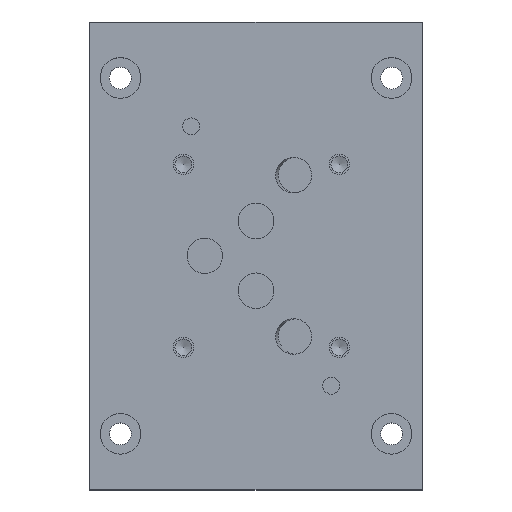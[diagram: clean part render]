
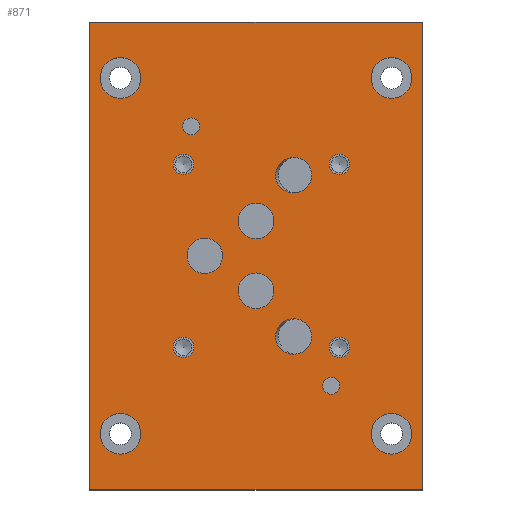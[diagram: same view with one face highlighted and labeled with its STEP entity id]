
A CAD part, top view. The second image highlights one B-rep face of the part: STEP entity #871.
In plain terms, the highlighted planar face has unit normal (0, 0, 1).
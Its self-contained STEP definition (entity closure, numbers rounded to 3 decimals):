
#24=LINE('',#1547,#36);
#25=LINE('',#1550,#37);
#26=LINE('',#1552,#38);
#27=LINE('',#1554,#39);
#36=VECTOR('',#1298,1000.);
#37=VECTOR('',#1299,1000.);
#38=VECTOR('',#1300,1000.);
#39=VECTOR('',#1301,1000.);
#62=PLANE('',#1028);
#90=ELLIPSE('',#928,5.315,5.25);
#92=ELLIPSE('',#952,5.315,5.25);
#195=ORIENTED_EDGE('',*,*,#326,.T.);
#196=ORIENTED_EDGE('',*,*,#322,.T.);
#197=ORIENTED_EDGE('',*,*,#318,.T.);
#198=ORIENTED_EDGE('',*,*,#314,.T.);
#199=ORIENTED_EDGE('',*,*,#310,.T.);
#200=ORIENTED_EDGE('',*,*,#306,.T.);
#201=ORIENTED_EDGE('',*,*,#302,.T.);
#202=ORIENTED_EDGE('',*,*,#298,.T.);
#203=ORIENTED_EDGE('',*,*,#294,.T.);
#204=ORIENTED_EDGE('',*,*,#290,.T.);
#205=ORIENTED_EDGE('',*,*,#288,.T.);
#206=ORIENTED_EDGE('',*,*,#282,.T.);
#207=ORIENTED_EDGE('',*,*,#276,.T.);
#208=ORIENTED_EDGE('',*,*,#272,.T.);
#209=ORIENTED_EDGE('',*,*,#270,.T.);
#210=ORIENTED_EDGE('',*,*,#327,.T.);
#211=ORIENTED_EDGE('',*,*,#328,.T.);
#212=ORIENTED_EDGE('',*,*,#329,.T.);
#213=ORIENTED_EDGE('',*,*,#330,.T.);
#270=EDGE_CURVE('',#352,#352,#434,.T.);
#272=EDGE_CURVE('',#354,#354,#90,.T.);
#276=EDGE_CURVE('',#358,#358,#438,.T.);
#282=EDGE_CURVE('',#364,#364,#444,.T.);
#288=EDGE_CURVE('',#370,#370,#92,.T.);
#290=EDGE_CURVE('',#372,#372,#450,.T.);
#294=EDGE_CURVE('',#376,#376,#454,.T.);
#298=EDGE_CURVE('',#381,#381,#458,.T.);
#302=EDGE_CURVE('',#385,#385,#462,.T.);
#306=EDGE_CURVE('',#390,#390,#466,.T.);
#310=EDGE_CURVE('',#394,#394,#470,.T.);
#314=EDGE_CURVE('',#398,#398,#474,.T.);
#318=EDGE_CURVE('',#403,#403,#478,.T.);
#322=EDGE_CURVE('',#407,#407,#482,.T.);
#326=EDGE_CURVE('',#412,#412,#486,.T.);
#327=EDGE_CURVE('',#413,#414,#24,.T.);
#328=EDGE_CURVE('',#414,#415,#25,.T.);
#329=EDGE_CURVE('',#415,#416,#26,.T.);
#330=EDGE_CURVE('',#416,#413,#27,.T.);
#352=VERTEX_POINT('',#1383);
#354=VERTEX_POINT('',#1388);
#358=VERTEX_POINT('',#1398);
#364=VERTEX_POINT('',#1413);
#370=VERTEX_POINT('',#1428);
#372=VERTEX_POINT('',#1433);
#376=VERTEX_POINT('',#1443);
#381=VERTEX_POINT('',#1455);
#385=VERTEX_POINT('',#1465);
#390=VERTEX_POINT('',#1477);
#394=VERTEX_POINT('',#1487);
#398=VERTEX_POINT('',#1497);
#403=VERTEX_POINT('',#1509);
#407=VERTEX_POINT('',#1519);
#412=VERTEX_POINT('',#1531);
#413=VERTEX_POINT('',#1548);
#414=VERTEX_POINT('',#1549);
#415=VERTEX_POINT('',#1551);
#416=VERTEX_POINT('',#1553);
#434=CIRCLE('',#925,2.5);
#438=CIRCLE('',#934,5.25);
#444=CIRCLE('',#943,5.25);
#450=CIRCLE('',#955,2.5);
#454=CIRCLE('',#961,5.25);
#458=CIRCLE('',#968,3.);
#462=CIRCLE('',#974,6.);
#466=CIRCLE('',#981,3.);
#470=CIRCLE('',#987,6.);
#474=CIRCLE('',#993,6.);
#478=CIRCLE('',#1000,3.);
#482=CIRCLE('',#1006,6.);
#486=CIRCLE('',#1013,3.);
#589=EDGE_LOOP('',(#195));
#590=EDGE_LOOP('',(#196));
#591=EDGE_LOOP('',(#197));
#592=EDGE_LOOP('',(#198));
#593=EDGE_LOOP('',(#199));
#594=EDGE_LOOP('',(#200));
#595=EDGE_LOOP('',(#201));
#596=EDGE_LOOP('',(#202));
#597=EDGE_LOOP('',(#203));
#598=EDGE_LOOP('',(#204));
#599=EDGE_LOOP('',(#205));
#600=EDGE_LOOP('',(#206));
#601=EDGE_LOOP('',(#207));
#602=EDGE_LOOP('',(#208));
#603=EDGE_LOOP('',(#209));
#604=EDGE_LOOP('',(#210,#211,#212,#213));
#739=FACE_BOUND('',#589,.T.);
#740=FACE_BOUND('',#590,.T.);
#741=FACE_BOUND('',#591,.T.);
#742=FACE_BOUND('',#592,.T.);
#743=FACE_BOUND('',#593,.T.);
#744=FACE_BOUND('',#594,.T.);
#745=FACE_BOUND('',#595,.T.);
#746=FACE_BOUND('',#596,.T.);
#747=FACE_BOUND('',#597,.T.);
#748=FACE_BOUND('',#598,.T.);
#749=FACE_BOUND('',#599,.T.);
#750=FACE_BOUND('',#600,.T.);
#751=FACE_BOUND('',#601,.T.);
#752=FACE_BOUND('',#602,.T.);
#753=FACE_BOUND('',#603,.T.);
#754=FACE_BOUND('',#604,.T.);
#871=ADVANCED_FACE('',(#739,#740,#741,#742,#743,#744,#745,#746,#747,#748,
#749,#750,#751,#752,#753,#754),#62,.T.);
#925=AXIS2_PLACEMENT_3D('',#1382,#1090,#1091);
#928=AXIS2_PLACEMENT_3D('',#1387,#1096,#1097);
#934=AXIS2_PLACEMENT_3D('',#1397,#1108,#1109);
#943=AXIS2_PLACEMENT_3D('',#1412,#1126,#1127);
#952=AXIS2_PLACEMENT_3D('',#1427,#1144,#1145);
#955=AXIS2_PLACEMENT_3D('',#1432,#1150,#1151);
#961=AXIS2_PLACEMENT_3D('',#1442,#1162,#1163);
#968=AXIS2_PLACEMENT_3D('',#1454,#1176,#1177);
#974=AXIS2_PLACEMENT_3D('',#1464,#1188,#1189);
#981=AXIS2_PLACEMENT_3D('',#1476,#1202,#1203);
#987=AXIS2_PLACEMENT_3D('',#1486,#1214,#1215);
#993=AXIS2_PLACEMENT_3D('',#1496,#1226,#1227);
#1000=AXIS2_PLACEMENT_3D('',#1508,#1240,#1241);
#1006=AXIS2_PLACEMENT_3D('',#1518,#1252,#1253);
#1013=AXIS2_PLACEMENT_3D('',#1530,#1266,#1267);
#1028=AXIS2_PLACEMENT_3D('',#1546,#1296,#1297);
#1090=DIRECTION('',(0.,0.,-1.));
#1091=DIRECTION('',(1.,0.,0.));
#1096=DIRECTION('',(0.,0.,-1.));
#1097=DIRECTION('',(1.,0.,0.));
#1108=DIRECTION('',(0.,0.,-1.));
#1109=DIRECTION('',(1.,0.,0.));
#1126=DIRECTION('',(0.,0.,-1.));
#1127=DIRECTION('',(1.,0.,0.));
#1144=DIRECTION('',(0.,0.,-1.));
#1145=DIRECTION('',(1.,0.,0.));
#1150=DIRECTION('',(0.,0.,-1.));
#1151=DIRECTION('',(1.,0.,0.));
#1162=DIRECTION('',(0.,0.,-1.));
#1163=DIRECTION('',(1.,0.,0.));
#1176=DIRECTION('',(0.,0.,-1.));
#1177=DIRECTION('',(1.,0.,0.));
#1188=DIRECTION('',(0.,0.,-1.));
#1189=DIRECTION('',(1.,0.,0.));
#1202=DIRECTION('',(0.,0.,-1.));
#1203=DIRECTION('',(1.,0.,0.));
#1214=DIRECTION('',(0.,0.,-1.));
#1215=DIRECTION('',(1.,0.,0.));
#1226=DIRECTION('',(0.,0.,-1.));
#1227=DIRECTION('',(1.,0.,0.));
#1240=DIRECTION('',(0.,0.,-1.));
#1241=DIRECTION('',(1.,0.,0.));
#1252=DIRECTION('',(0.,0.,-1.));
#1253=DIRECTION('',(1.,0.,0.));
#1266=DIRECTION('',(0.,0.,-1.));
#1267=DIRECTION('',(1.,0.,0.));
#1296=DIRECTION('',(0.,0.,1.));
#1297=DIRECTION('',(1.,0.,0.));
#1298=DIRECTION('',(0.,1.,0.));
#1299=DIRECTION('',(-1.,0.,0.));
#1300=DIRECTION('',(0.,-1.,0.));
#1301=DIRECTION('',(1.,0.,0.));
#1382=CARTESIAN_POINT('',(320.9,107.2,95.));
#1383=CARTESIAN_POINT('',(323.4,107.2,95.));
#1387=CARTESIAN_POINT('',(351.1,92.8,95.));
#1388=CARTESIAN_POINT('',(356.415,92.8,95.));
#1397=CARTESIAN_POINT('',(340.,58.7,95.));
#1398=CARTESIAN_POINT('',(345.25,58.7,95.));
#1412=CARTESIAN_POINT('',(324.9,69.,95.));
#1413=CARTESIAN_POINT('',(330.15,69.,95.));
#1427=CARTESIAN_POINT('',(351.1,45.2,95.));
#1428=CARTESIAN_POINT('',(356.415,45.2,95.));
#1432=CARTESIAN_POINT('',(362.2,30.7,95.));
#1433=CARTESIAN_POINT('',(364.7,30.7,95.));
#1442=CARTESIAN_POINT('',(340.,79.3,95.));
#1443=CARTESIAN_POINT('',(345.25,79.3,95.));
#1454=CARTESIAN_POINT('',(318.6,96.,95.));
#1455=CARTESIAN_POINT('',(321.6,96.,95.));
#1464=CARTESIAN_POINT('',(380.,121.5,95.));
#1465=CARTESIAN_POINT('',(386.,121.5,95.));
#1476=CARTESIAN_POINT('',(318.6,42.,95.));
#1477=CARTESIAN_POINT('',(321.6,42.,95.));
#1486=CARTESIAN_POINT('',(380.,16.5,95.));
#1487=CARTESIAN_POINT('',(386.,16.5,95.));
#1496=CARTESIAN_POINT('',(300.,16.5,95.));
#1497=CARTESIAN_POINT('',(306.,16.5,95.));
#1508=CARTESIAN_POINT('',(364.6,42.,95.));
#1509=CARTESIAN_POINT('',(367.6,42.,95.));
#1518=CARTESIAN_POINT('',(300.,121.5,95.));
#1519=CARTESIAN_POINT('',(306.,121.5,95.));
#1530=CARTESIAN_POINT('',(364.6,96.,95.));
#1531=CARTESIAN_POINT('',(367.6,96.,95.));
#1546=CARTESIAN_POINT('',(340.,69.,95.));
#1547=CARTESIAN_POINT('',(389.,69.,95.));
#1548=CARTESIAN_POINT('',(389.,0.,95.));
#1549=CARTESIAN_POINT('',(389.,138.,95.));
#1550=CARTESIAN_POINT('',(340.,138.,95.));
#1551=CARTESIAN_POINT('',(291.,138.,95.));
#1552=CARTESIAN_POINT('',(291.,69.,95.));
#1553=CARTESIAN_POINT('',(291.,0.,95.));
#1554=CARTESIAN_POINT('',(340.,0.,95.));
